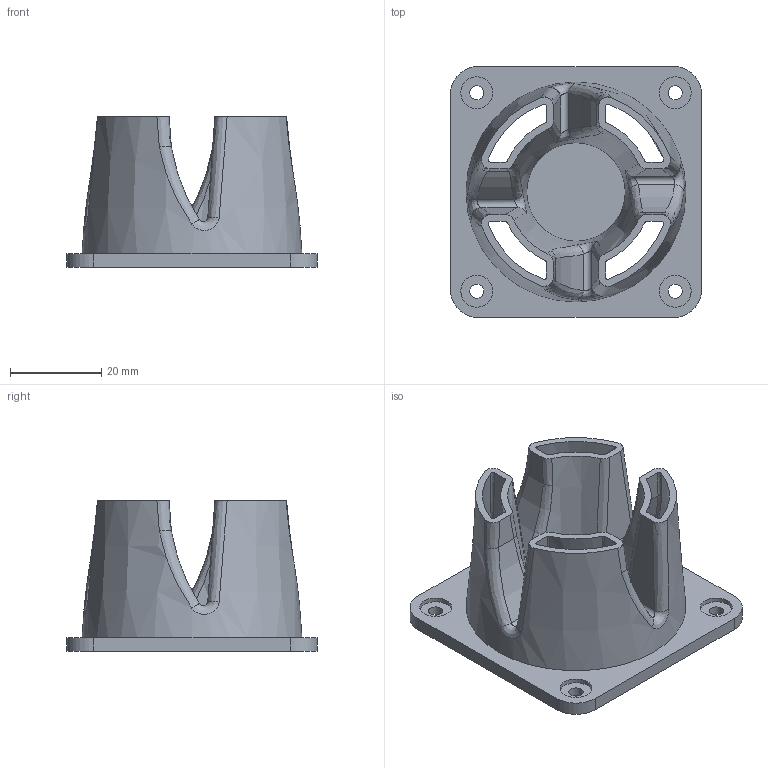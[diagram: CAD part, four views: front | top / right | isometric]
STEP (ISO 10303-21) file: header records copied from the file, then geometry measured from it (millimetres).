
FILE_DESCRIPTION(/* description */ (''),/* implementation_level */ '2;1');
FILE_NAME(/* name */ '385794bb-0f58-43e9-b450-f2cca233d37b.stp',/* time_stamp */ '2025-09-02T16:53:34Z',/* author */ (''),/* organization */ (''),/* preprocessor_version */ 'ST-DEVELOPER v20.1',/* originating_system */ 'Autodesk Translation Framework v14.17.0.0',/* authorisation */ '');
FILE_SCHEMA (('AUTOMOTIVE_DESIGN { 1 0 10303 214 3 1 1 }'));
Length unit declared in the file: millimetre
Products named in the file (1): speedCadPractice
Bounding box: 55 x 55 x 33 mm (x, y, z)
Volume: 14678.1 mm3; surface area: 18353.9 mm2
Topology: 1 solids, 1 shells, 131 faces, 362 edges, 236 vertices
Faces by surface type: bspline 64, plane 33, cylinder 29, cone 4, torus 1
Full cylindrical faces by diameter (mm): 3.1 x4, 7 x4, 44 x1
Entity records: 8133 total; most frequent: CARTESIAN_POINT 5306, ORIENTED_EDGE 724, EDGE_CURVE 362, DIRECTION 335, VERTEX_POINT 236, B_SPLINE_CURVE_WITH_KNOTS 228, EDGE_LOOP 150, AXIS2_PLACEMENT_3D 133
